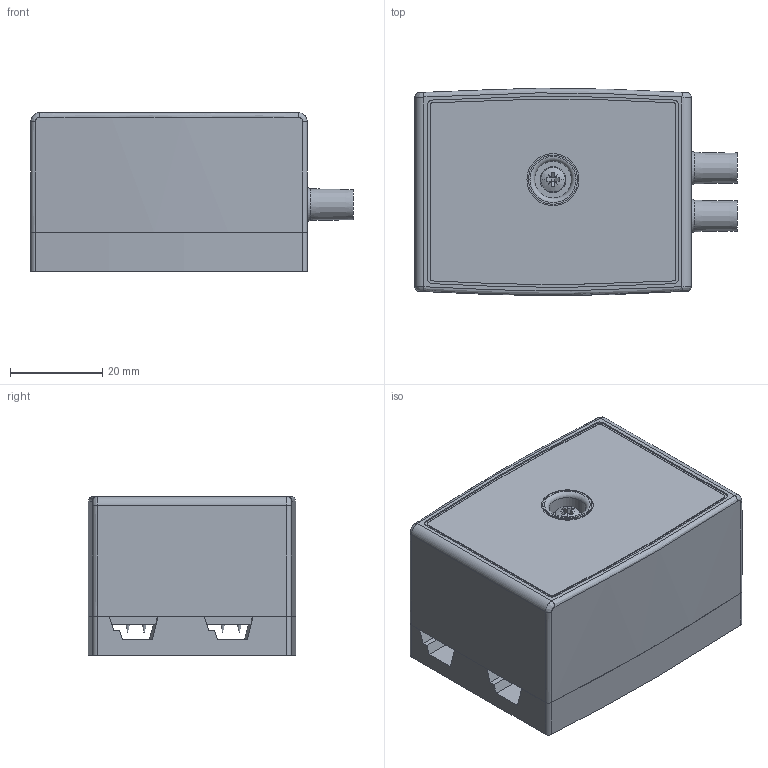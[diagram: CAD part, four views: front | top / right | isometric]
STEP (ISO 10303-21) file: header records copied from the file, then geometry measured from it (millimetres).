
FILE_DESCRIPTION(/* description */ ('Alibre Inc.'),/* implementation_level */ '2;1');
FILE_NAME(/* name */ 'export-9BF71D24-A147-4F9A-86A8-0A1CDFE22D58',/* time_stamp */ '2019-05-02T10:04:04+02:00',/* author */ (''),/* organization */ (''),/* preprocessor_version */ 'ST-DEVELOPER v17',/* originating_system */ 'Alibre',/* authorisation */ '');
FILE_SCHEMA (('AUTOMOTIVE_DESIGN'));
Length unit declared in the file: millimetre
Products named in the file (5): 2; BENE INOX | 210216-3X30
Bounding box: 70 x 44.97 x 34.5 mm (x, y, z)
Volume: 86460.7 mm3; surface area: 24792.5 mm2
Topology: 4 solids, 5 shells, 228 faces, 540 edges, 350 vertices
Faces by surface type: plane 122, cylinder 33, bspline 32, cone 20, torus 19, sphere 2
Full cylindrical faces by diameter (mm): 3 x1, 3.18 x4, 3.5 x2, 8 x1, 10.67 x1, 11.3 x1
Entity records: 8942 total; most frequent: CARTESIAN_POINT 3986, ORIENTED_EDGE 974, DIRECTION 834, EDGE_CURVE 487, AXIS2_PLACEMENT_3D 357, VERTEX_POINT 342, EDGE_LOOP 313, FACE_BOUND 313
